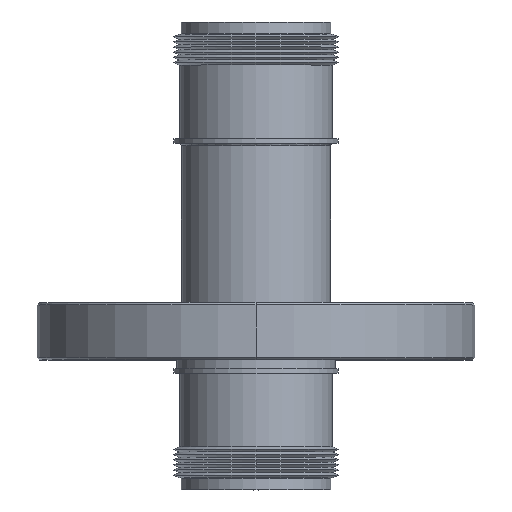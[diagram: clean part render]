
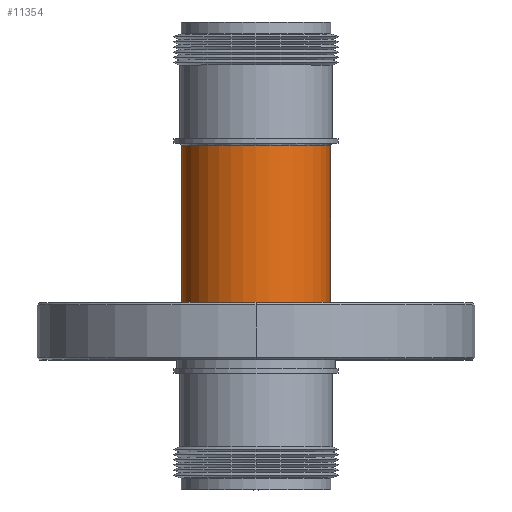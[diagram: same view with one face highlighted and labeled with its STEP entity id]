
A CAD part, top view. The second image highlights one B-rep face of the part: STEP entity #11354.
In plain terms, the highlighted cylindrical face has radius 25.819 mm (diameter 51.638 mm), a partial arc.
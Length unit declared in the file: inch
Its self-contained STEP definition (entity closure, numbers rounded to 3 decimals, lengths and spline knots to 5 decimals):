
#4391 = AXIS2_PLACEMENT_3D ( 'NONE', #25561, #25562, #25563 ) ;
#4393 = AXIS2_PLACEMENT_3D ( 'NONE', #25564, #25565, #25566 ) ;
#6527 = FACE_OUTER_BOUND ( 'NONE', #42234, .T. ) ;
#6538 = CYLINDRICAL_SURFACE ( 'NONE', #10166, 1.0165 ) ;
#6941 = EDGE_CURVE ( 'NONE', #40809, #40806, #38118, .T. ) ;
#6942 = EDGE_CURVE ( 'NONE', #40808, #35038, #38115, .T. ) ;
#7164 = EDGE_CURVE ( 'NONE', #40806, #35038, #38357, .T. ) ;
#7166 = EDGE_CURVE ( 'NONE', #40808, #40809, #38358, .T. ) ;
#10166 = AXIS2_PLACEMENT_3D ( 'NONE', #16616, #16617, #16615 ) ;
#11354 = ADVANCED_FACE ( 'NONE', ( #6527 ), #6538, .T. ) ;
#16615 = DIRECTION ( 'NONE',  ( 1., 0., 0. ) ) ;
#16616 = CARTESIAN_POINT ( 'NONE',  ( 0., 2.984, 0. ) ) ;
#16617 = DIRECTION ( 'NONE',  ( 0., 1., 0. ) ) ;
#24581 = ORIENTED_EDGE ( 'NONE', *, *, #6942, .F. ) ;
#24582 = ORIENTED_EDGE ( 'NONE', *, *, #7166, .T. ) ;
#24583 = ORIENTED_EDGE ( 'NONE', *, *, #6941, .T. ) ;
#24584 = ORIENTED_EDGE ( 'NONE', *, *, #7164, .T. ) ;
#24984 = DIRECTION ( 'NONE',  ( 0., 1., 0. ) ) ;
#24995 = CARTESIAN_POINT ( 'NONE',  ( 1.0165, 2.984, 0. ) ) ;
#24999 = CARTESIAN_POINT ( 'NONE',  ( -1.0165, 2.984, 0. ) ) ;
#25007 = DIRECTION ( 'NONE',  ( 0., 1., 0. ) ) ;
#25561 = CARTESIAN_POINT ( 'NONE',  ( 0., 2.924, 0. ) ) ;
#25562 = DIRECTION ( 'NONE',  ( 0., -1., 0. ) ) ;
#25563 = DIRECTION ( 'NONE',  ( 1., 0., 0. ) ) ;
#25564 = CARTESIAN_POINT ( 'NONE',  ( 0., 0.759, 0. ) ) ;
#25565 = DIRECTION ( 'NONE',  ( 0., 1., 0. ) ) ;
#25566 = DIRECTION ( 'NONE',  ( 1., 0., 0. ) ) ;
#28814 = CARTESIAN_POINT ( 'NONE',  ( -1.0165, 2.924, 0. ) ) ;
#29046 = CARTESIAN_POINT ( 'NONE',  ( 1.0165, 2.924, 0. ) ) ;
#29052 = CARTESIAN_POINT ( 'NONE',  ( 1.0165, 0.759, 0. ) ) ;
#29053 = CARTESIAN_POINT ( 'NONE',  ( -1.0165, 0.759, 0. ) ) ;
#35038 = VERTEX_POINT ( 'NONE', #28814 ) ;
#38115 = LINE ( 'NONE', #24999, #38124 ) ;
#38118 = LINE ( 'NONE', #24995, #38121 ) ;
#38121 = VECTOR ( 'NONE', #24984, 39.37008 ) ;
#38124 = VECTOR ( 'NONE', #25007, 39.37008 ) ;
#38357 = CIRCLE ( 'NONE', #4391, 1.0165 ) ;
#38358 = CIRCLE ( 'NONE', #4393, 1.0165 ) ;
#40806 = VERTEX_POINT ( 'NONE', #29046 ) ;
#40808 = VERTEX_POINT ( 'NONE', #29053 ) ;
#40809 = VERTEX_POINT ( 'NONE', #29052 ) ;
#42234 = EDGE_LOOP ( 'NONE', ( #24581, #24582, #24583, #24584 ) ) ;
